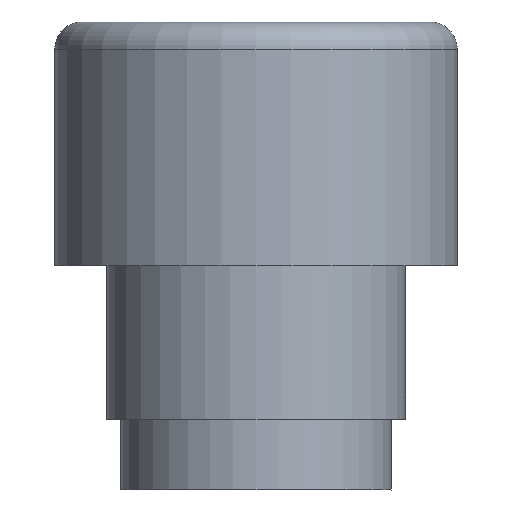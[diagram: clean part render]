
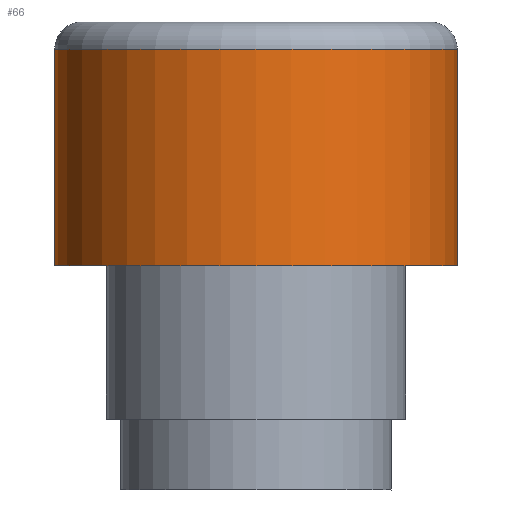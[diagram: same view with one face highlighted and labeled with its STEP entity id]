
A CAD part, front view. The second image highlights one B-rep face of the part: STEP entity #66.
In plain terms, the highlighted cylindrical face has radius 14.75 mm (diameter 29.5 mm), a partial arc.
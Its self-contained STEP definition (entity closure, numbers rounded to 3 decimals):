
#66=ADVANCED_FACE('',(#133),#134,.T.);
#133=FACE_OUTER_BOUND('',#195,.T.);
#134=CYLINDRICAL_SURFACE('',#196,14.75);
#195=EDGE_LOOP('',(#309,#310,#311,#312));
#196=AXIS2_PLACEMENT_3D('',#313,#314,#315);
#309=ORIENTED_EDGE('',*,*,#369,.T.);
#310=ORIENTED_EDGE('',*,*,#393,.F.);
#311=ORIENTED_EDGE('',*,*,#371,.T.);
#312=ORIENTED_EDGE('',*,*,#391,.T.);
#313=CARTESIAN_POINT('',(0.,0.,-1.161));
#314=DIRECTION('',(0.,0.,1.0));
#315=DIRECTION('',(1.0,0.,0.));
#369=EDGE_CURVE('',#432,#426,#433,.T.);
#371=EDGE_CURVE('',#428,#434,#436,.T.);
#391=EDGE_CURVE('',#434,#432,#464,.T.);
#393=EDGE_CURVE('',#428,#426,#466,.T.);
#426=VERTEX_POINT('',#501);
#428=VERTEX_POINT('',#503);
#432=VERTEX_POINT('',#507);
#433=LINE('',#508,#509);
#434=VERTEX_POINT('',#510);
#436=LINE('',#512,#513);
#464=CIRCLE('',#545,14.75);
#466=CIRCLE('',#547,14.75);
#501=CARTESIAN_POINT('',(14.75,0.,14.7));
#503=CARTESIAN_POINT('',(-14.75,0.,14.7));
#507=CARTESIAN_POINT('',(14.75,0.,-1.161));
#508=CARTESIAN_POINT('',(14.75,0.,-1.161));
#509=VECTOR('',#594,1.0);
#510=CARTESIAN_POINT('',(-14.75,0.,-1.161));
#512=CARTESIAN_POINT('',(-14.75,0.,-1.161));
#513=VECTOR('',#598,1.0);
#545=AXIS2_PLACEMENT_3D('',#627,#628,#629);
#547=AXIS2_PLACEMENT_3D('',#630,#631,#632);
#594=DIRECTION('',(0.,0.,1.0));
#598=DIRECTION('',(0.,0.,-1.0));
#627=CARTESIAN_POINT('',(0.,0.,-1.161));
#628=DIRECTION('',(0.,0.,1.0));
#629=DIRECTION('',(1.0,0.,0.));
#630=CARTESIAN_POINT('',(0.,0.,14.7));
#631=DIRECTION('',(0.,0.,1.0));
#632=DIRECTION('',(1.0,0.,0.));
